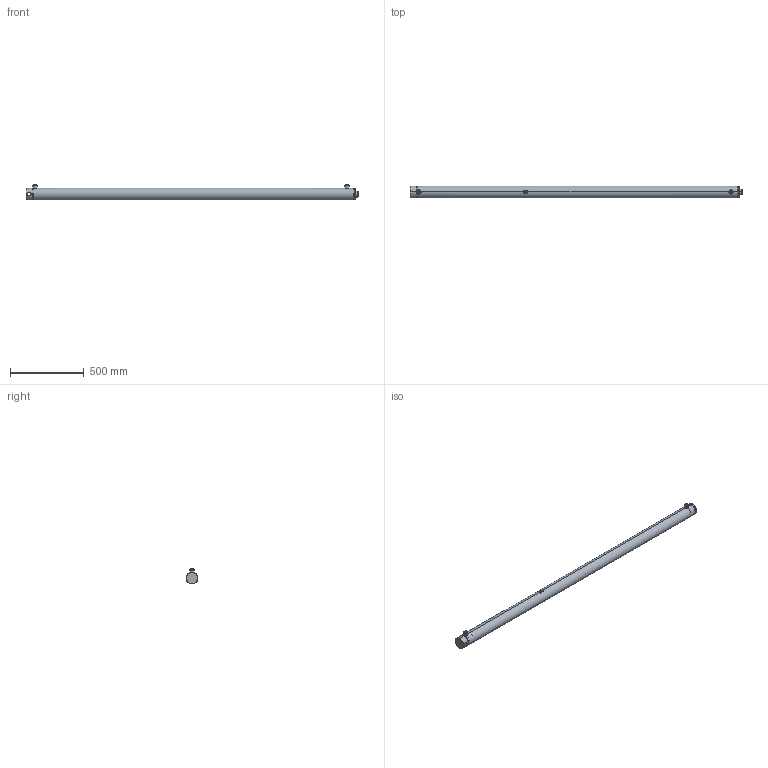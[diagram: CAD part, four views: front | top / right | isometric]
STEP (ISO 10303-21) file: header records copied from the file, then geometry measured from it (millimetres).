
FILE_DESCRIPTION (( 'STEP AP214' ), '1' );
FILE_NAME ('CFGCY0077426-Cylinder.step', '2025-12-02T14:21:16', ( 'Kramp IT' ), ( 'Kramp' ), 'SwSTEP 2.0', 'SolidWorks 2021', '' );
FILE_SCHEMA (( 'AUTOMOTIVE_DESIGN' ));
Length unit declared in the file: millimetre
Products named in the file (17): DS2907013040VM_Simplified; LSN08E; DS2907013040_Simplified; DC39BEVD070B; CFGCY0077426-Cylinder; DS2906015; ATT-NONE; Tube_Simplified; ENDCAP70HOLE; DS2907004_Simplified; MATE-AID; Tube-WA_Simplified; Rod-WA_Simplified; Tube-MA_Simplified; SP08M; DS2907004VM_Simplified; Rod_Simplified
Assembly tree (16 placements, depth 4):
  CFGCY0077426-Cylinder
    Tube-WA_Simplified
      Tube-MA_Simplified
        Tube_Simplified
        LSN08E
      LSN08E
      DC39BEVD070B
        ENDCAP70HOLE
    Rod-WA_Simplified
      Rod_Simplified
    DS2907013040VM_Simplified
      DS2907013040_Simplified
    DS2907004VM_Simplified
      DS2907004_Simplified
    DS2906015
    SP08M  x2
  ATT-NONE
  MATE-AID
Bounding box: 2256 x 80 x 108 mm (x, y, z)
Volume: 5842537 mm3; surface area: 1397947.3 mm2
Topology: 10 solids, 10 shells, 322 faces, 730 edges, 462 vertices
Faces by surface type: plane 131, cylinder 109, cone 56, torus 22, bspline 4
Entity records: 8869 total; most frequent: CARTESIAN_POINT 1704, DIRECTION 1266, ORIENTED_EDGE 1076, EDGE_CURVE 538, AXIS2_PLACEMENT_3D 503, VERTEX_POINT 340, EDGE_LOOP 280, LINE 260
